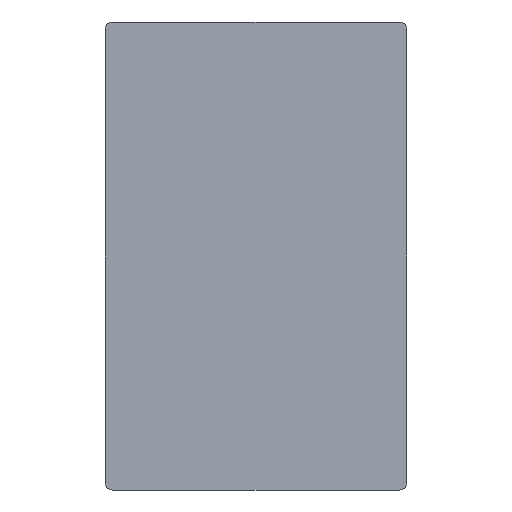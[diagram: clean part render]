
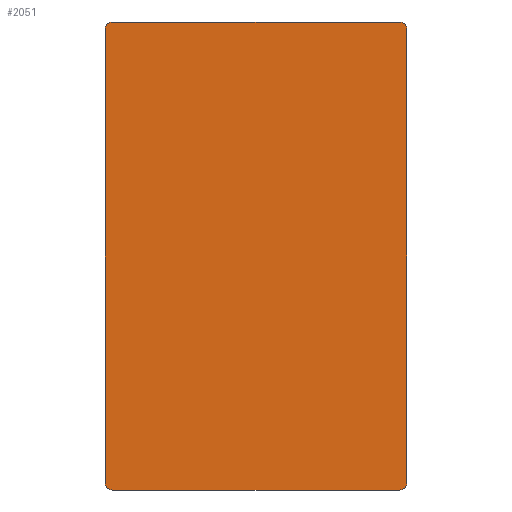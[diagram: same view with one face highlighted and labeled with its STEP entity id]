
A CAD part, left-side view. The second image highlights one B-rep face of the part: STEP entity #2051.
In plain terms, the highlighted planar face has unit normal (-1, 0, 0).
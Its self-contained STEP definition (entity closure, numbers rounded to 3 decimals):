
#66 = AXIS2_PLACEMENT_3D ( 'NONE', #7474, #8572, #10980 ) ;
#879 = ORIENTED_EDGE ( 'NONE', *, *, #3349, .F. ) ;
#1058 = CARTESIAN_POINT ( 'NONE',  ( 0., 0.5, -0.5 ) ) ;
#1287 = VERTEX_POINT ( 'NONE', #12750 ) ;
#1484 = VECTOR ( 'NONE', #4428, 1000. ) ;
#1487 = DIRECTION ( 'NONE',  ( 0., 0., -1. ) ) ;
#1597 = DIRECTION ( 'NONE',  ( 0., 0., 1. ) ) ;
#1855 = ORIENTED_EDGE ( 'NONE', *, *, #1856, .F. ) ;
#1856 = EDGE_CURVE ( 'NONE', #12503, #7538, #5442, .T. ) ;
#1898 = CARTESIAN_POINT ( 'NONE',  ( 0., 20., -0.5 ) ) ;
#1956 = VERTEX_POINT ( 'NONE', #10565 ) ;
#2051 = ADVANCED_FACE ( 'NONE', ( #12463 ), #7932, .T. ) ;
#2509 = LINE ( 'NONE', #13753, #11113 ) ;
#2539 = VERTEX_POINT ( 'NONE', #12469 ) ;
#2632 = CARTESIAN_POINT ( 'NONE',  ( 0., 20., -30.5 ) ) ;
#3000 = ORIENTED_EDGE ( 'NONE', *, *, #3436, .F. ) ;
#3158 = EDGE_CURVE ( 'NONE', #14608, #12503, #6431, .T. ) ;
#3182 = EDGE_CURVE ( 'NONE', #11893, #1287, #4276, .T. ) ;
#3349 = EDGE_CURVE ( 'NONE', #1956, #5127, #12920, .T. ) ;
#3436 = EDGE_CURVE ( 'NONE', #7538, #1956, #8962, .T. ) ;
#3439 = DIRECTION ( 'NONE',  ( 0., 1., 0. ) ) ;
#4276 = CIRCLE ( 'NONE', #5729, 0.5 ) ;
#4428 = DIRECTION ( 'NONE',  ( 0., 0., -1. ) ) ;
#4674 = AXIS2_PLACEMENT_3D ( 'NONE', #1058, #13572, #10193 ) ;
#5127 = VERTEX_POINT ( 'NONE', #14534 ) ;
#5191 = VECTOR ( 'NONE', #12443, 1000. ) ;
#5442 = CIRCLE ( 'NONE', #66, 0.5 ) ;
#5512 = DIRECTION ( 'NONE',  ( 1., 0., 0. ) ) ;
#5729 = AXIS2_PLACEMENT_3D ( 'NONE', #9151, #10323, #6151 ) ;
#6006 = EDGE_CURVE ( 'NONE', #2539, #14608, #13834, .T. ) ;
#6026 = ORIENTED_EDGE ( 'NONE', *, *, #3182, .F. ) ;
#6151 = DIRECTION ( 'NONE',  ( 0., 0., 1. ) ) ;
#6431 = LINE ( 'NONE', #8459, #10930 ) ;
#6844 = EDGE_LOOP ( 'NONE', ( #879, #3000, #1855, #9802, #13942, #7724, #6026, #14654 ) ) ;
#7474 = CARTESIAN_POINT ( 'NONE',  ( 0., 19.5, -0.5 ) ) ;
#7476 = EDGE_CURVE ( 'NONE', #1287, #2539, #2509, .T. ) ;
#7538 = VERTEX_POINT ( 'NONE', #14184 ) ;
#7724 = ORIENTED_EDGE ( 'NONE', *, *, #7476, .F. ) ;
#7925 = CARTESIAN_POINT ( 'NONE',  ( 0., 0.5, 0. ) ) ;
#7932 = PLANE ( 'NONE',  #4674 ) ;
#8459 = CARTESIAN_POINT ( 'NONE',  ( 0., 20., -0.5 ) ) ;
#8572 = DIRECTION ( 'NONE',  ( 1., 0., 0. ) ) ;
#8962 = LINE ( 'NONE', #7925, #5191 ) ;
#9151 = CARTESIAN_POINT ( 'NONE',  ( 0., 0.5, -30.5 ) ) ;
#9802 = ORIENTED_EDGE ( 'NONE', *, *, #3158, .F. ) ;
#10193 = DIRECTION ( 'NONE',  ( 0., 0., 1. ) ) ;
#10273 = AXIS2_PLACEMENT_3D ( 'NONE', #13662, #5512, #10332 ) ;
#10323 = DIRECTION ( 'NONE',  ( 1., 0., 0. ) ) ;
#10332 = DIRECTION ( 'NONE',  ( 0., 0., 1. ) ) ;
#10463 = EDGE_CURVE ( 'NONE', #5127, #11893, #13707, .T. ) ;
#10565 = CARTESIAN_POINT ( 'NONE',  ( 0., 0.5, 0. ) ) ;
#10930 = VECTOR ( 'NONE', #1597, 1000. ) ;
#10980 = DIRECTION ( 'NONE',  ( 0., 0., -1. ) ) ;
#11113 = VECTOR ( 'NONE', #3439, 1000. ) ;
#11893 = VERTEX_POINT ( 'NONE', #13271 ) ;
#12443 = DIRECTION ( 'NONE',  ( 0., -1., 0. ) ) ;
#12463 = FACE_OUTER_BOUND ( 'NONE', #6844, .T. ) ;
#12469 = CARTESIAN_POINT ( 'NONE',  ( 0., 19.5, -31. ) ) ;
#12503 = VERTEX_POINT ( 'NONE', #1898 ) ;
#12750 = CARTESIAN_POINT ( 'NONE',  ( 0., 0.5, -31. ) ) ;
#12920 = CIRCLE ( 'NONE', #10273, 0.5 ) ;
#13075 = CARTESIAN_POINT ( 'NONE',  ( 0., 19.5, -30.5 ) ) ;
#13271 = CARTESIAN_POINT ( 'NONE',  ( 0., 0., -30.5 ) ) ;
#13572 = DIRECTION ( 'NONE',  ( -1., 0., 0. ) ) ;
#13662 = CARTESIAN_POINT ( 'NONE',  ( 0., 0.5, -0.5 ) ) ;
#13707 = LINE ( 'NONE', #14572, #1484 ) ;
#13753 = CARTESIAN_POINT ( 'NONE',  ( 0., 0.5, -31. ) ) ;
#13834 = CIRCLE ( 'NONE', #14311, 0.5 ) ;
#13942 = ORIENTED_EDGE ( 'NONE', *, *, #6006, .F. ) ;
#14041 = DIRECTION ( 'NONE',  ( 1., 0., 0. ) ) ;
#14184 = CARTESIAN_POINT ( 'NONE',  ( 0., 19.5, 0. ) ) ;
#14311 = AXIS2_PLACEMENT_3D ( 'NONE', #13075, #14041, #1487 ) ;
#14534 = CARTESIAN_POINT ( 'NONE',  ( 0., 0., -0.5 ) ) ;
#14572 = CARTESIAN_POINT ( 'NONE',  ( 0., 0., -0.5 ) ) ;
#14608 = VERTEX_POINT ( 'NONE', #2632 ) ;
#14654 = ORIENTED_EDGE ( 'NONE', *, *, #10463, .F. ) ;
